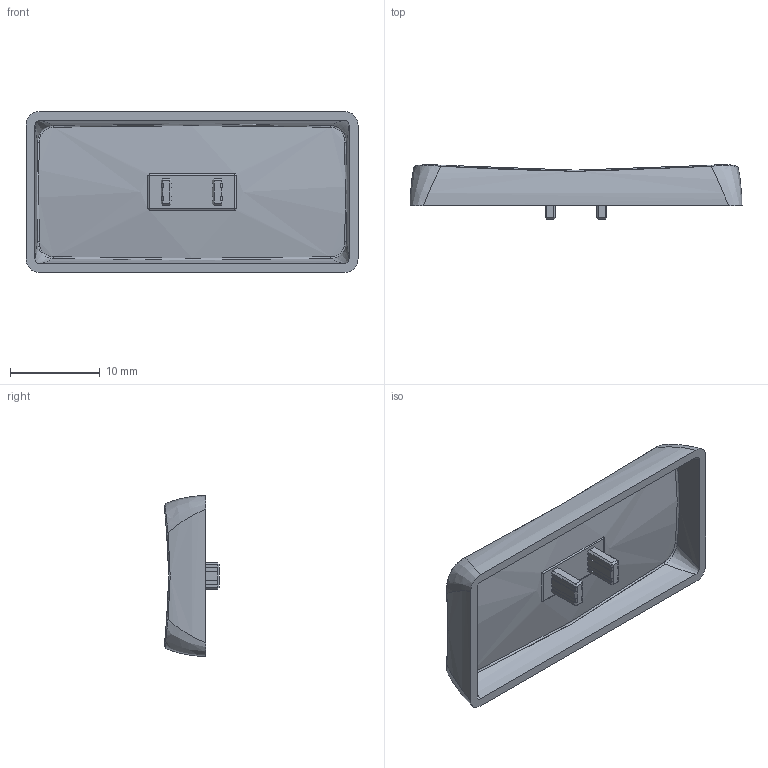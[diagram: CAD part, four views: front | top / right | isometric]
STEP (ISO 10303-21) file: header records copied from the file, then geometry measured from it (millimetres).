
FILE_DESCRIPTION(/* description */ (''),/* implementation_level */ '2;1');
FILE_NAME(/* name */ 'Kailh Choc FunkMonk 2u.step',/* time_stamp */ '2022-05-16T11:48:15+03:00',/* author */ (''),/* organization */ (''),/* preprocessor_version */ 'ST-DEVELOPER v18.1',/* originating_system */ 'Autodesk Translation Framework v10.14.0.1471',/* authorisation */ '');
FILE_SCHEMA (('AUTOMOTIVE_DESIGN { 1 0 10303 214 3 1 1 }'));
Length unit declared in the file: millimetre
Products named in the file (2): FunkMonk; Keycap
Assembly tree (1 placements, depth 2):
  FunkMonk
    Keycap
Bounding box: 36.95 x 6.06 x 17.9 mm (x, y, z)
Volume: 957.6 mm3; surface area: 2022.8 mm2
Topology: 1 solids, 1 shells, 126 faces, 316 edges, 196 vertices
Faces by surface type: plane 84, bspline 26, cylinder 12, sphere 4
Entity records: 4968 total; most frequent: CARTESIAN_POINT 2112, ORIENTED_EDGE 632, DIRECTION 482, EDGE_CURVE 316, LINE 228, VECTOR 228, VERTEX_POINT 196, EDGE_LOOP 130
